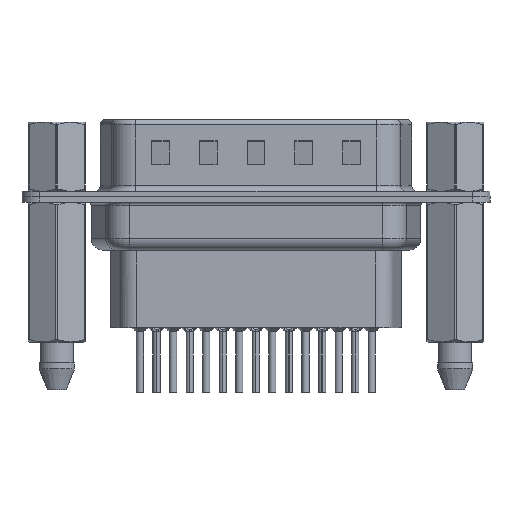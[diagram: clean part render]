
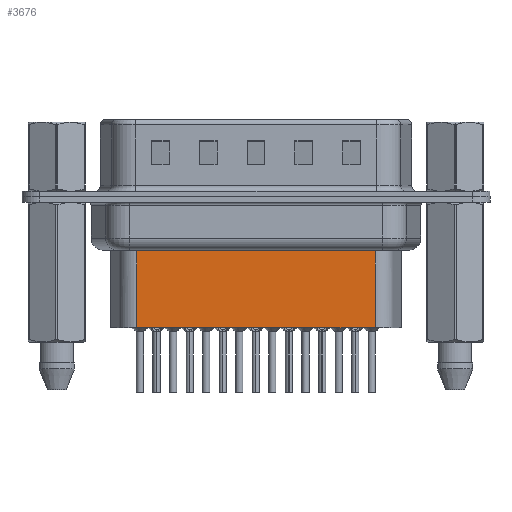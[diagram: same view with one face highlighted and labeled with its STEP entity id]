
A CAD part, front view. The second image highlights one B-rep face of the part: STEP entity #3676.
In plain terms, the highlighted planar face has unit normal (0, -1, 0).
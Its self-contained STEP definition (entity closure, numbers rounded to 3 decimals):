
#1942 = EDGE_CURVE ( 'NONE', #12026, #24636, #17666, .T. ) ;
#3676 = ADVANCED_FACE ( 'NONE', ( #26612 ), #18043, .T. ) ;
#4444 = LINE ( 'NONE', #4587, #15182 ) ;
#4587 = CARTESIAN_POINT ( 'NONE',  ( 6.681, -3.5, -10.95 ) ) ;
#5015 = EDGE_CURVE ( 'NONE', #8749, #14514, #9509, .T. ) ;
#6417 = ORIENTED_EDGE ( 'NONE', *, *, #1942, .F. ) ;
#6851 = VECTOR ( 'NONE', #27288, 1000. ) ;
#7581 = AXIS2_PLACEMENT_3D ( 'NONE', #24442, #20220, #13505 ) ;
#8749 = VERTEX_POINT ( 'NONE', #13922 ) ;
#9068 = ORIENTED_EDGE ( 'NONE', *, *, #10633, .F. ) ;
#9344 = EDGE_CURVE ( 'NONE', #12026, #8749, #18713, .T. ) ;
#9508 = VECTOR ( 'NONE', #21017, 1000. ) ;
#9509 = LINE ( 'NONE', #18428, #6851 ) ;
#10633 = EDGE_CURVE ( 'NONE', #24636, #14514, #4444, .T. ) ;
#12026 = VERTEX_POINT ( 'NONE', #25023 ) ;
#12270 = VECTOR ( 'NONE', #19697, 1000. ) ;
#13084 = CARTESIAN_POINT ( 'NONE',  ( 6.681, -3.5, -10.95 ) ) ;
#13505 = DIRECTION ( 'NONE',  ( 1., 0., 0. ) ) ;
#13612 = ORIENTED_EDGE ( 'NONE', *, *, #5015, .T. ) ;
#13922 = CARTESIAN_POINT ( 'NONE',  ( 6.681, -3.5, -4.097 ) ) ;
#14514 = VERTEX_POINT ( 'NONE', #13084 ) ;
#14775 = EDGE_LOOP ( 'NONE', ( #6417, #19336, #13612, #9068 ) ) ;
#15182 = VECTOR ( 'NONE', #24868, 1000. ) ;
#17666 = LINE ( 'NONE', #17807, #12270 ) ;
#17807 = CARTESIAN_POINT ( 'NONE',  ( 26.619, -3.5, -3.1 ) ) ;
#18043 = PLANE ( 'NONE',  #7581 ) ;
#18428 = CARTESIAN_POINT ( 'NONE',  ( 6.681, -3.5, -3.1 ) ) ;
#18713 = LINE ( 'NONE', #23489, #9508 ) ;
#19336 = ORIENTED_EDGE ( 'NONE', *, *, #9344, .T. ) ;
#19697 = DIRECTION ( 'NONE',  ( 0., 0., -1. ) ) ;
#20220 = DIRECTION ( 'NONE',  ( 0., -1., 0. ) ) ;
#21017 = DIRECTION ( 'NONE',  ( -1., 0., 0. ) ) ;
#23489 = CARTESIAN_POINT ( 'NONE',  ( 6.434, -3.5, -4.097 ) ) ;
#24442 = CARTESIAN_POINT ( 'NONE',  ( 6.681, -3.5, -3.1 ) ) ;
#24636 = VERTEX_POINT ( 'NONE', #26006 ) ;
#24868 = DIRECTION ( 'NONE',  ( -1., 0., 0. ) ) ;
#25023 = CARTESIAN_POINT ( 'NONE',  ( 26.619, -3.5, -4.097 ) ) ;
#26006 = CARTESIAN_POINT ( 'NONE',  ( 26.619, -3.5, -10.95 ) ) ;
#26612 = FACE_OUTER_BOUND ( 'NONE', #14775, .T. ) ;
#27288 = DIRECTION ( 'NONE',  ( 0., 0., -1. ) ) ;
